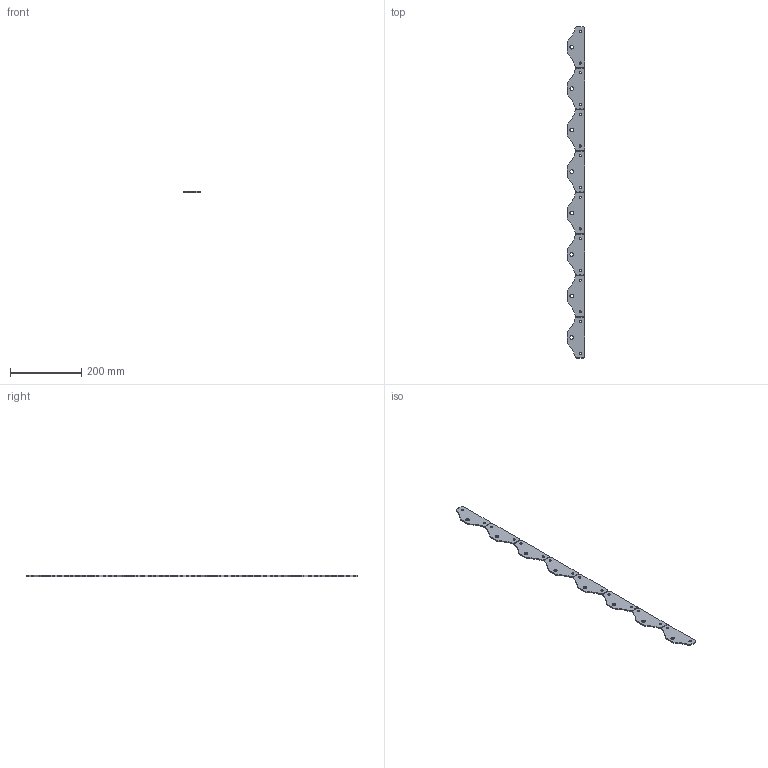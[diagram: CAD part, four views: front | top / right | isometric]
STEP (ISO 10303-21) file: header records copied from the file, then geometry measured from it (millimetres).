
FILE_DESCRIPTION(/* description */ (''),/* implementation_level */ '2;1');
FILE_NAME(/* name */ 'equalizers.step',/* time_stamp */ '2024-02-01T22:11:05+09:00',/* author */ (''),/* organization */ (''),/* preprocessor_version */ 'ST-DEVELOPER v20',/* originating_system */ 'Autodesk Translation Framework v12.20.1.177',/* authorisation */ '');
FILE_SCHEMA (('AUTOMOTIVE_DESIGN { 1 0 10303 214 3 1 1 }'));
Length unit declared in the file: millimetre
Products named in the file (2): Equalizers; Equalizer
Assembly tree (8 placements, depth 2):
  Equalizers
    Equalizer  x8
Bounding box: 50 x 932 x 3 mm (x, y, z)
Volume: 105543.7 mm3; surface area: 79140.5 mm2
Topology: 8 solids, 8 shells, 152 faces, 408 edges, 272 vertices
Faces by surface type: plane 80, cylinder 72
Full cylindrical faces by diameter (mm): 6.2 x16, 10.2 x8
Entity records: 724 total; most frequent: DIRECTION 127, CARTESIAN_POINT 114, ORIENTED_EDGE 102, EDGE_CURVE 51, AXIS2_PLACEMENT_3D 47, VERTEX_POINT 34, LINE 33, VECTOR 33
